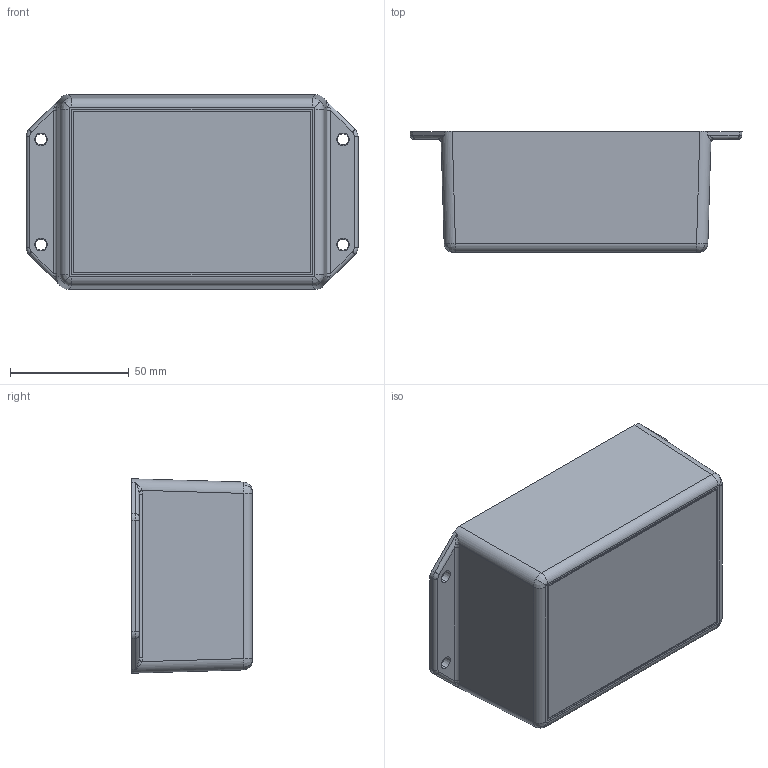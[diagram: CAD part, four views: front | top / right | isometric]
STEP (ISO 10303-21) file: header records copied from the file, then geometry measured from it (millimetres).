
FILE_DESCRIPTION (( 'STEP AP214' ), '1' );
FILE_NAME ('TF-3420TX.STEP', '2010-07-16T16:49:34', ( 'steve began' ), ( 'polycase' ), 'SwSTEP 2.0', 'SolidWorks 2010', '' );
FILE_SCHEMA (( 'AUTOMOTIVE_DESIGN' ));
Length unit declared in the file: inch
Products named in the file (1): TF-3420TX
Bounding box: 140.08 x 50.93 x 82.04 mm (x, y, z)
Volume: 73727.8 mm3; surface area: 56986.3 mm2
Topology: 1 solids, 1 shells, 102 faces, 256 edges, 156 vertices
Faces by surface type: plane 34, bspline 28, cylinder 24, cone 12, torus 4
Entity records: 3672 total; most frequent: CARTESIAN_POINT 1435, ORIENTED_EDGE 504, DIRECTION 406, EDGE_CURVE 252, VERTEX_POINT 156, AXIS2_PLACEMENT_3D 143, LINE 120, VECTOR 120
